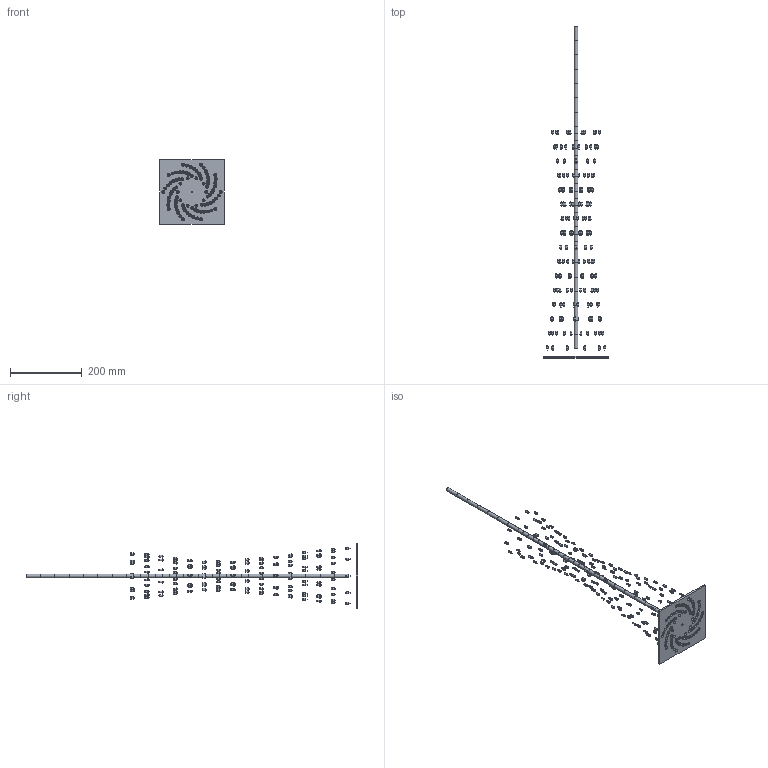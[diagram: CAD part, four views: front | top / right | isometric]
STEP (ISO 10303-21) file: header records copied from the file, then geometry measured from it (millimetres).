
FILE_DESCRIPTION(/* description */ (''),/* implementation_level */ '2;1');
FILE_NAME(/* name */ 'Assembly.stp',/* time_stamp */ '2020-03-16T18:01:06+11:00',/* author */ ('SAHIL'),/* organization */ (''),/* preprocessor_version */ 'ST-DEVELOPER v17.2',/* originating_system */ 'Autodesk Inventor 2019',/* authorisation */ '');
FILE_SCHEMA (('AUTOMOTIVE_DESIGN { 1 0 10303 214 3 1 1 }'));
Length unit declared in the file: millimetre
Products named in the file (11): Assembly; LED; LED_1; LED_2; LED_3; LED_4; LED_5; LED_6; LED_7; LED_8; BASE
Assembly tree (17 placements, depth 2):
  Assembly
    LED
    LED_1
    LED_2
    LED_8  x2
    LED_7  x2
    LED_6  x2
    LED_5  x2
    LED_4  x2
    LED_3  x3
    BASE
Bounding box: 180 x 925 x 180 mm (x, y, z)
Volume: 544157.4 mm3; surface area: 255753.3 mm2
Topology: 177 solids, 177 shells, 2545 faces, 5613 edges, 3742 vertices
Faces by surface type: plane 1958, cylinder 427, sphere 160
Full cylindrical faces by diameter (mm): 5 x161, 5.9 x160, 8.2 x70, 10 x16
Entity records: 40895 total; most frequent: DIRECTION 6936, CARTESIAN_POINT 6882, ORIENTED_EDGE 6384, EDGE_CURVE 3192, LINE 2452, VECTOR 2452, AXIS2_PLACEMENT_3D 2242, VERTEX_POINT 2188
